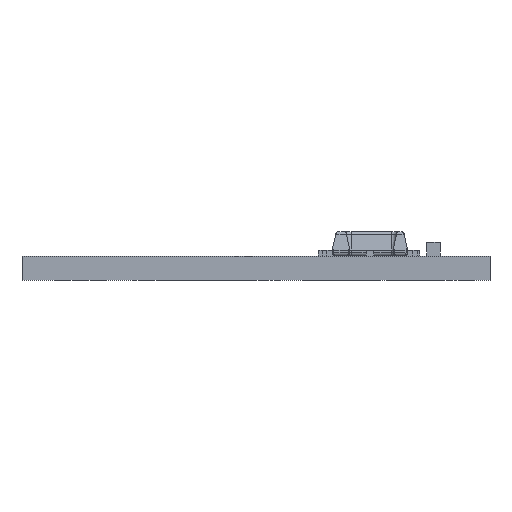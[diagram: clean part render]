
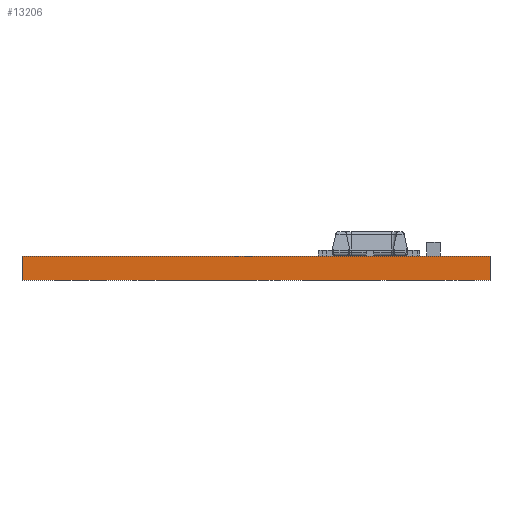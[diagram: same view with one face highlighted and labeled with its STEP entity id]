
A CAD part, front view. The second image highlights one B-rep face of the part: STEP entity #13206.
In plain terms, the highlighted planar face has unit normal (0, -1, 0).
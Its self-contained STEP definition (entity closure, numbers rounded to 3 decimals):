
#1413 = LINE ( 'NONE', #33833, #12642 ) ;
#2161 = DIRECTION ( 'NONE',  ( 0., 1., 0. ) ) ;
#3491 = VECTOR ( 'NONE', #29696, 1000. ) ;
#3827 = LINE ( 'NONE', #19836, #7635 ) ;
#5801 = CARTESIAN_POINT ( 'NONE',  ( 30.48, 0., 0. ) ) ;
#7635 = VECTOR ( 'NONE', #30797, 1000. ) ;
#7855 = VECTOR ( 'NONE', #30175, 1000. ) ;
#7858 = AXIS2_PLACEMENT_3D ( 'NONE', #15814, #2161, #21920 ) ;
#8398 = EDGE_CURVE ( 'NONE', #22357, #10861, #1413, .T. ) ;
#10105 = EDGE_CURVE ( 'NONE', #22357, #30104, #13962, .T. ) ;
#10861 = VERTEX_POINT ( 'NONE', #23156 ) ;
#12642 = VECTOR ( 'NONE', #17399, 1000. ) ;
#12898 = ORIENTED_EDGE ( 'NONE', *, *, #8398, .F. ) ;
#13206 = ADVANCED_FACE ( 'NONE', ( #16179 ), #32384, .F. ) ;
#13962 = LINE ( 'NONE', #33082, #7855 ) ;
#15814 = CARTESIAN_POINT ( 'NONE',  ( 30.48, 0., 1.575 ) ) ;
#16179 = FACE_OUTER_BOUND ( 'NONE', #30235, .T. ) ;
#17399 = DIRECTION ( 'NONE',  ( 1., 0., 0. ) ) ;
#17819 = ORIENTED_EDGE ( 'NONE', *, *, #20939, .T. ) ;
#18002 = EDGE_CURVE ( 'NONE', #10861, #30941, #18355, .T. ) ;
#18063 = CARTESIAN_POINT ( 'NONE',  ( 0., 0., 0. ) ) ;
#18167 = CARTESIAN_POINT ( 'NONE',  ( 30.48, 0., 1.575 ) ) ;
#18355 = LINE ( 'NONE', #18167, #3491 ) ;
#19295 = CARTESIAN_POINT ( 'NONE',  ( 0., 0., 1.575 ) ) ;
#19836 = CARTESIAN_POINT ( 'NONE',  ( 30.48, 0., 0. ) ) ;
#20132 = ORIENTED_EDGE ( 'NONE', *, *, #10105, .T. ) ;
#20939 = EDGE_CURVE ( 'NONE', #30104, #30941, #3827, .T. ) ;
#21920 = DIRECTION ( 'NONE',  ( 0., 0., 1. ) ) ;
#22357 = VERTEX_POINT ( 'NONE', #19295 ) ;
#23156 = CARTESIAN_POINT ( 'NONE',  ( 30.48, 0., 1.575 ) ) ;
#29696 = DIRECTION ( 'NONE',  ( 0., 0., -1. ) ) ;
#30104 = VERTEX_POINT ( 'NONE', #18063 ) ;
#30175 = DIRECTION ( 'NONE',  ( 0., 0., -1. ) ) ;
#30235 = EDGE_LOOP ( 'NONE', ( #17819, #35544, #12898, #20132 ) ) ;
#30797 = DIRECTION ( 'NONE',  ( 1., 0., 0. ) ) ;
#30941 = VERTEX_POINT ( 'NONE', #5801 ) ;
#32384 = PLANE ( 'NONE',  #7858 ) ;
#33082 = CARTESIAN_POINT ( 'NONE',  ( 0., 0., 1.575 ) ) ;
#33833 = CARTESIAN_POINT ( 'NONE',  ( 30.48, 0., 1.575 ) ) ;
#35544 = ORIENTED_EDGE ( 'NONE', *, *, #18002, .F. ) ;
